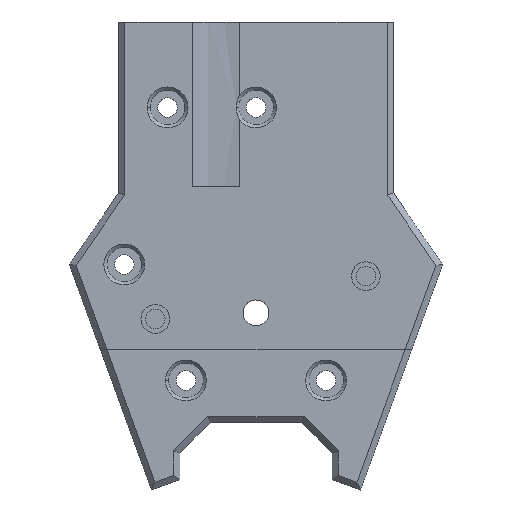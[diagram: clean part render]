
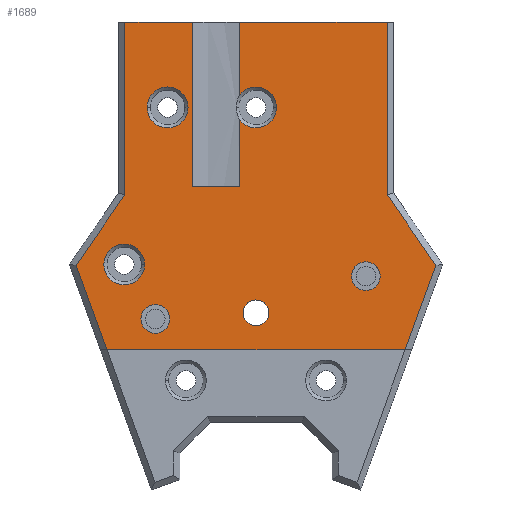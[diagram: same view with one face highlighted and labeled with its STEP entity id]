
A CAD part, top view. The second image highlights one B-rep face of the part: STEP entity #1689.
In plain terms, the highlighted planar face has unit normal (0, 0, 1).
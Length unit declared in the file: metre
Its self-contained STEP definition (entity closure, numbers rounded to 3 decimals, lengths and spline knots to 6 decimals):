
#58=PLANE('',#1867);
#113=LINE('',#2604,#263);
#114=LINE('',#2606,#264);
#115=LINE('',#2608,#265);
#116=LINE('',#2614,#266);
#142=LINE('',#2711,#292);
#147=LINE('',#2721,#297);
#150=LINE('',#2727,#300);
#182=LINE('',#2793,#332);
#185=LINE('',#2799,#335);
#188=LINE('',#2805,#338);
#190=LINE('',#2823,#340);
#212=LINE('',#2865,#362);
#216=LINE('',#2871,#366);
#263=VECTOR('',#2065,1.);
#264=VECTOR('',#2068,1.);
#265=VECTOR('',#2069,1.);
#266=VECTOR('',#2070,1.);
#292=VECTOR('',#2176,1.);
#297=VECTOR('',#2183,1.);
#300=VECTOR('',#2188,1.);
#332=VECTOR('',#2240,1.);
#335=VECTOR('',#2245,1.);
#338=VECTOR('',#2250,1.);
#340=VECTOR('',#2284,1.);
#362=VECTOR('',#2326,1.);
#366=VECTOR('',#2330,1.);
#707=ORIENTED_EDGE('',*,*,#905,.F.);
#708=ORIENTED_EDGE('',*,*,#1074,.F.);
#709=ORIENTED_EDGE('',*,*,#1075,.F.);
#710=ORIENTED_EDGE('',*,*,#888,.F.);
#711=ORIENTED_EDGE('',*,*,#1076,.F.);
#712=ORIENTED_EDGE('',*,*,#879,.F.);
#713=ORIENTED_EDGE('',*,*,#1077,.F.);
#714=ORIENTED_EDGE('',*,*,#867,.F.);
#715=ORIENTED_EDGE('',*,*,#1078,.F.);
#716=ORIENTED_EDGE('',*,*,#863,.F.);
#717=ORIENTED_EDGE('',*,*,#934,.F.);
#718=ORIENTED_EDGE('',*,*,#1079,.F.);
#719=ORIENTED_EDGE('',*,*,#884,.F.);
#720=ORIENTED_EDGE('',*,*,#932,.F.);
#721=ORIENTED_EDGE('',*,*,#930,.T.);
#722=ORIENTED_EDGE('',*,*,#931,.T.);
#723=ORIENTED_EDGE('',*,*,#1067,.F.);
#724=ORIENTED_EDGE('',*,*,#991,.T.);
#725=ORIENTED_EDGE('',*,*,#988,.T.);
#726=ORIENTED_EDGE('',*,*,#983,.T.);
#727=ORIENTED_EDGE('',*,*,#1041,.T.);
#728=ORIENTED_EDGE('',*,*,#1029,.T.);
#729=ORIENTED_EDGE('',*,*,#1026,.T.);
#730=ORIENTED_EDGE('',*,*,#1023,.T.);
#731=ORIENTED_EDGE('',*,*,#1063,.F.);
#863=EDGE_CURVE('',#1103,#1104,#1252,.T.);
#867=EDGE_CURVE('',#1107,#1108,#1254,.T.);
#879=EDGE_CURVE('',#1119,#1120,#1260,.T.);
#884=EDGE_CURVE('',#1124,#1125,#1262,.T.);
#888=EDGE_CURVE('',#1128,#1129,#1264,.T.);
#905=EDGE_CURVE('',#1140,#1141,#1270,.T.);
#930=EDGE_CURVE('',#1164,#1165,#113,.T.);
#931=EDGE_CURVE('',#1165,#1166,#114,.T.);
#932=EDGE_CURVE('',#1164,#1124,#115,.T.);
#934=EDGE_CURVE('',#1167,#1168,#116,.T.);
#983=EDGE_CURVE('',#1199,#1198,#142,.T.);
#988=EDGE_CURVE('',#1202,#1199,#147,.T.);
#991=EDGE_CURVE('',#1203,#1202,#150,.T.);
#1023=EDGE_CURVE('',#1225,#1228,#182,.T.);
#1026=EDGE_CURVE('',#1230,#1225,#185,.T.);
#1029=EDGE_CURVE('',#1231,#1230,#188,.T.);
#1041=EDGE_CURVE('',#1198,#1231,#190,.T.);
#1063=EDGE_CURVE('',#1168,#1228,#212,.T.);
#1067=EDGE_CURVE('',#1203,#1166,#216,.T.);
#1074=EDGE_CURVE('',#1141,#1140,#1316,.T.);
#1075=EDGE_CURVE('',#1129,#1128,#1317,.T.);
#1076=EDGE_CURVE('',#1120,#1119,#1318,.T.);
#1077=EDGE_CURVE('',#1108,#1107,#1319,.T.);
#1078=EDGE_CURVE('',#1104,#1103,#1320,.T.);
#1079=EDGE_CURVE('',#1125,#1167,#1321,.T.);
#1103=VERTEX_POINT('',#2453);
#1104=VERTEX_POINT('',#2455);
#1107=VERTEX_POINT('',#2462);
#1108=VERTEX_POINT('',#2464);
#1119=VERTEX_POINT('',#2489);
#1120=VERTEX_POINT('',#2491);
#1124=VERTEX_POINT('',#2503);
#1125=VERTEX_POINT('',#2505);
#1128=VERTEX_POINT('',#2512);
#1129=VERTEX_POINT('',#2514);
#1140=VERTEX_POINT('',#2548);
#1141=VERTEX_POINT('',#2549);
#1164=VERTEX_POINT('',#2602);
#1165=VERTEX_POINT('',#2603);
#1166=VERTEX_POINT('',#2607);
#1167=VERTEX_POINT('',#2613);
#1168=VERTEX_POINT('',#2615);
#1198=VERTEX_POINT('',#2710);
#1199=VERTEX_POINT('',#2712);
#1202=VERTEX_POINT('',#2719);
#1203=VERTEX_POINT('',#2724);
#1225=VERTEX_POINT('',#2787);
#1228=VERTEX_POINT('',#2792);
#1230=VERTEX_POINT('',#2797);
#1231=VERTEX_POINT('',#2802);
#1252=CIRCLE('',#1733,0.00235);
#1254=CIRCLE('',#1736,0.00235);
#1260=CIRCLE('',#1745,0.00335);
#1262=CIRCLE('',#1748,0.00335);
#1264=CIRCLE('',#1751,0.00335);
#1270=CIRCLE('',#1763,0.0021);
#1316=CIRCLE('',#1868,0.0021);
#1317=CIRCLE('',#1869,0.00335);
#1318=CIRCLE('',#1870,0.00335);
#1319=CIRCLE('',#1871,0.00235);
#1320=CIRCLE('',#1872,0.00235);
#1321=CIRCLE('',#1873,0.00335);
#1421=EDGE_LOOP('',(#707,#708));
#1422=EDGE_LOOP('',(#709,#710));
#1423=EDGE_LOOP('',(#711,#712));
#1424=EDGE_LOOP('',(#713,#714));
#1425=EDGE_LOOP('',(#715,#716));
#1426=EDGE_LOOP('',(#717,#718,#719,#720,#721,#722,#723,#724,#725,#726,#727,
#728,#729,#730,#731));
#1543=FACE_BOUND('',#1421,.T.);
#1544=FACE_BOUND('',#1422,.T.);
#1545=FACE_BOUND('',#1423,.T.);
#1546=FACE_BOUND('',#1424,.T.);
#1547=FACE_BOUND('',#1425,.T.);
#1548=FACE_BOUND('',#1426,.T.);
#1689=ADVANCED_FACE('',(#1543,#1544,#1545,#1546,#1547,#1548),#58,.T.);
#1733=AXIS2_PLACEMENT_3D('',#2454,#1932,#1933);
#1736=AXIS2_PLACEMENT_3D('',#2463,#1940,#1941);
#1745=AXIS2_PLACEMENT_3D('',#2490,#1964,#1965);
#1748=AXIS2_PLACEMENT_3D('',#2504,#1972,#1973);
#1751=AXIS2_PLACEMENT_3D('',#2513,#1980,#1981);
#1763=AXIS2_PLACEMENT_3D('',#2547,#2015,#2016);
#1867=AXIS2_PLACEMENT_3D('',#2884,#2345,#2346);
#1868=AXIS2_PLACEMENT_3D('',#2885,#2347,#2348);
#1869=AXIS2_PLACEMENT_3D('',#2886,#2349,#2350);
#1870=AXIS2_PLACEMENT_3D('',#2887,#2351,#2352);
#1871=AXIS2_PLACEMENT_3D('',#2888,#2353,#2354);
#1872=AXIS2_PLACEMENT_3D('',#2889,#2355,#2356);
#1873=AXIS2_PLACEMENT_3D('',#2890,#2357,#2358);
#1932=DIRECTION('',(0.,0.,1.));
#1933=DIRECTION('',(1.,0.,0.));
#1940=DIRECTION('',(0.,0.,1.));
#1941=DIRECTION('',(1.,0.,0.));
#1964=DIRECTION('',(0.,0.,1.));
#1965=DIRECTION('',(1.,0.,0.));
#1972=DIRECTION('',(0.,0.,1.));
#1973=DIRECTION('',(1.,0.,0.));
#1980=DIRECTION('',(0.,0.,1.));
#1981=DIRECTION('',(1.,0.,0.));
#2015=DIRECTION('',(0.,0.,1.));
#2016=DIRECTION('',(1.,0.,0.));
#2065=DIRECTION('',(-1.,0.,0.));
#2068=DIRECTION('',(0.,1.,0.));
#2069=DIRECTION('',(0.,1.,0.));
#2070=DIRECTION('',(0.,1.,0.));
#2176=DIRECTION('',(0.342,-0.94,0.));
#2183=DIRECTION('',(-0.568,-0.823,0.));
#2188=DIRECTION('',(0.,-1.,0.));
#2240=DIRECTION('',(0.,1.,0.));
#2245=DIRECTION('',(-0.567,0.824,0.));
#2250=DIRECTION('',(0.342,0.94,0.));
#2284=DIRECTION('',(1.,0.,0.));
#2326=DIRECTION('',(1.,0.,0.));
#2330=DIRECTION('',(1.,0.,0.));
#2345=DIRECTION('',(0.,0.,1.));
#2346=DIRECTION('',(1.,0.,0.));
#2347=DIRECTION('',(0.,0.,1.));
#2348=DIRECTION('',(1.,0.,0.));
#2349=DIRECTION('',(0.,0.,1.));
#2350=DIRECTION('',(1.,0.,0.));
#2351=DIRECTION('',(0.,0.,1.));
#2352=DIRECTION('',(1.,0.,0.));
#2353=DIRECTION('',(0.,0.,1.));
#2354=DIRECTION('',(1.,0.,0.));
#2355=DIRECTION('',(0.,0.,1.));
#2356=DIRECTION('',(1.,0.,0.));
#2357=DIRECTION('',(0.,0.,1.));
#2358=DIRECTION('',(1.,0.,0.));
#2453=CARTESIAN_POINT('',(0.207847,0.148311,0.153238));
#2454=CARTESIAN_POINT('',(0.210197,0.148311,0.153238));
#2455=CARTESIAN_POINT('',(0.212547,0.148311,0.153238));
#2462=CARTESIAN_POINT('',(0.242347,0.155311,0.153238));
#2463=CARTESIAN_POINT('',(0.244697,0.155311,0.153238));
#2464=CARTESIAN_POINT('',(0.247047,0.155311,0.153238));
#2489=CARTESIAN_POINT('',(0.201758,0.157233,0.153238));
#2490=CARTESIAN_POINT('',(0.205108,0.157233,0.153238));
#2491=CARTESIAN_POINT('',(0.208458,0.157233,0.153238));
#2503=CARTESIAN_POINT('',(0.223994,0.180999,0.153238));
#2504=CARTESIAN_POINT('',(0.226707,0.182965,0.153238));
#2505=CARTESIAN_POINT('',(0.230057,0.182965,0.153238));
#2512=CARTESIAN_POINT('',(0.208857,0.182965,0.153238));
#2513=CARTESIAN_POINT('',(0.212207,0.182965,0.153238));
#2514=CARTESIAN_POINT('',(0.215557,0.182965,0.153238));
#2547=CARTESIAN_POINT('',(0.226697,0.149311,0.153238));
#2548=CARTESIAN_POINT('',(0.224597,0.149311,0.153238));
#2549=CARTESIAN_POINT('',(0.228797,0.149311,0.153238));
#2602=CARTESIAN_POINT('',(0.223994,0.169965,0.153238));
#2603=CARTESIAN_POINT('',(0.216303,0.169965,0.153238));
#2604=CARTESIAN_POINT('',(0.226946,0.169965,0.153238));
#2606=CARTESIAN_POINT('',(0.216303,0.169965,0.153238));
#2607=CARTESIAN_POINT('',(0.216303,0.196965,0.153238));
#2608=CARTESIAN_POINT('',(0.223994,0.169965,0.153238));
#2613=CARTESIAN_POINT('',(0.223994,0.184931,0.153238));
#2614=CARTESIAN_POINT('',(0.223994,0.169965,0.153238));
#2615=CARTESIAN_POINT('',(0.223994,0.196965,0.153238));
#2710=CARTESIAN_POINT('',(0.202268,0.143233,0.153238));
#2711=CARTESIAN_POINT('',(0.198491,0.153608,0.153238));
#2712=CARTESIAN_POINT('',(0.197224,0.15709,0.153238));
#2719=CARTESIAN_POINT('',(0.205207,0.168654,0.153238));
#2721=CARTESIAN_POINT('',(0.210031,0.175642,0.153238));
#2724=CARTESIAN_POINT('',(0.205207,0.196965,0.153238));
#2727=CARTESIAN_POINT('',(0.205207,0.163965,0.153238));
#2787=CARTESIAN_POINT('',(0.248207,0.168654,0.153238));
#2792=CARTESIAN_POINT('',(0.248207,0.196965,0.153238));
#2793=CARTESIAN_POINT('',(0.248207,0.196965,0.153238));
#2797=CARTESIAN_POINT('',(0.25617,0.15709,0.153238));
#2799=CARTESIAN_POINT('',(0.243558,0.175405,0.153238));
#2802=CARTESIAN_POINT('',(0.251127,0.143233,0.153238));
#2805=CARTESIAN_POINT('',(0.254961,0.153769,0.153238));
#2823=CARTESIAN_POINT('',(0.226697,0.143233,0.153238));
#2865=CARTESIAN_POINT('',(0.226946,0.196965,0.153238));
#2871=CARTESIAN_POINT('',(0.226946,0.196965,0.153238));
#2884=CARTESIAN_POINT('',(0.226946,0.163965,0.153238));
#2885=CARTESIAN_POINT('',(0.226697,0.149311,0.153238));
#2886=CARTESIAN_POINT('',(0.212207,0.182965,0.153238));
#2887=CARTESIAN_POINT('',(0.205108,0.157233,0.153238));
#2888=CARTESIAN_POINT('',(0.244697,0.155311,0.153238));
#2889=CARTESIAN_POINT('',(0.210197,0.148311,0.153238));
#2890=CARTESIAN_POINT('',(0.226707,0.182965,0.153238));
